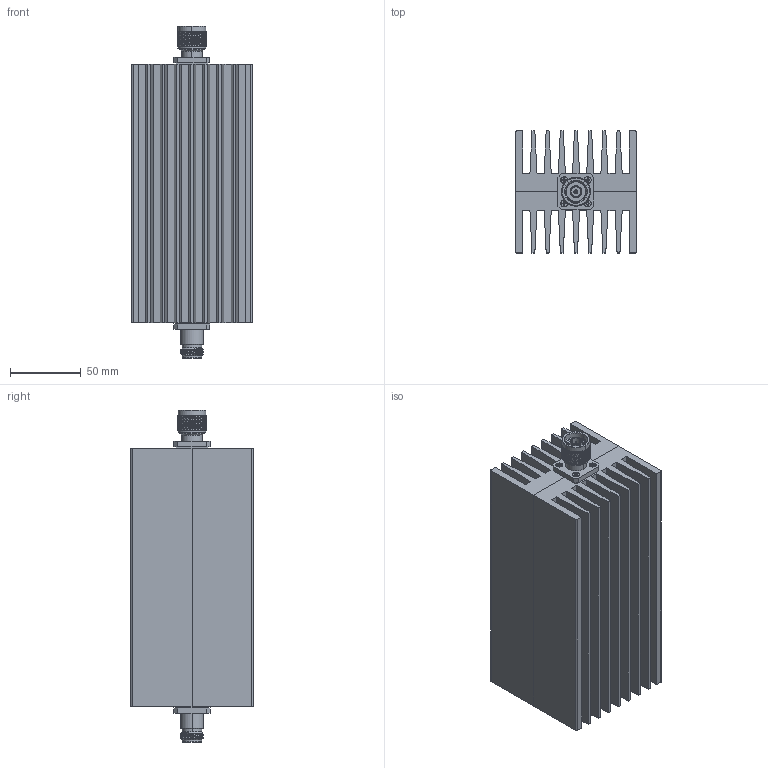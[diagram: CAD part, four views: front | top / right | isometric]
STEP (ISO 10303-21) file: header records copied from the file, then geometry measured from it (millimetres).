
FILE_DESCRIPTION (( 'STEP AP214' ), '1' );
FILE_NAME ('FMAT7584-40_3D.step', '2025-03-13T18:53:43', ( '' ), ( '' ), 'SwSTEP 2.0', 'SolidWorks 2022', '' );
FILE_SCHEMA (( 'AUTOMOTIVE_DESIGN' ));
Products named in the file (1): FMAT7584-40_3D
Bounding box: 85.08 x 86 x 234 mm (x, y, z)
Volume: 792264.6 mm3; surface area: 244082.9 mm2
Topology: 1 solids, 1 shells, 2787 faces, 6227 edges, 3487 vertices
Faces by surface type: bspline 1792, cylinder 545, plane 314, cone 134, torus 2
Entity records: 106925 total; most frequent: CARTESIAN_POINT 65367, ORIENTED_EDGE 12454, EDGE_CURVE 6227, DIRECTION 3824, VERTEX_POINT 3487, EDGE_LOOP 2832, FACE_OUTER_BOUND 2787, ADVANCED_FACE 2787
